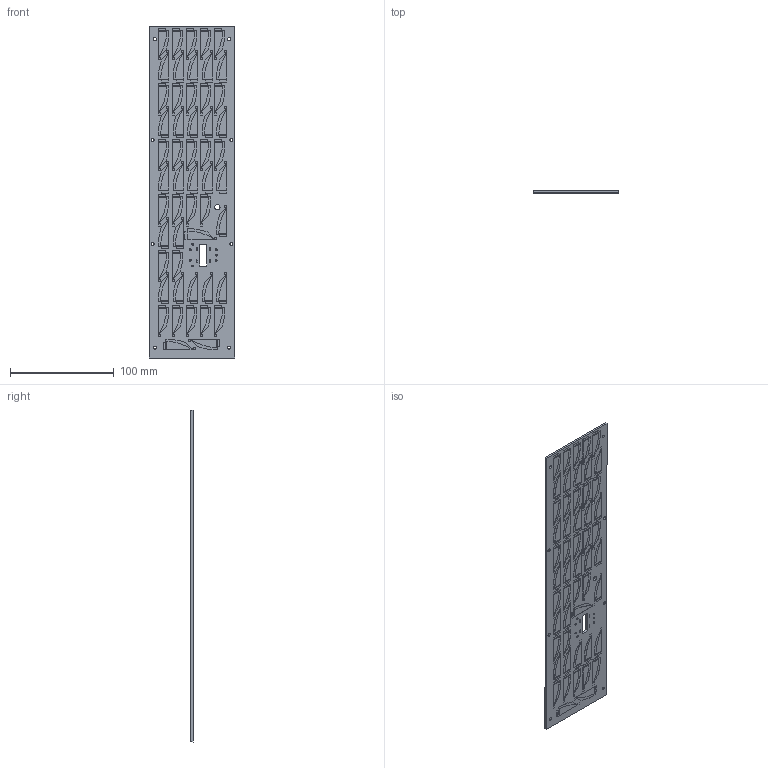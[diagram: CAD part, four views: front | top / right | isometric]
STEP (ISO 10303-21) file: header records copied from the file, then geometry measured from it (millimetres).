
FILE_DESCRIPTION(/* description */ (''),/* implementation_level */ '2;1');
FILE_NAME(/* name */ 'SolarPanel1WCellV2.stp',/* time_stamp */ '2017-08-06T16:12:08-04:00',/* author */ (''),/* organization */ (''),/* preprocessor_version */ 'ST-DEVELOPER v16',/* originating_system */ 'SIEMENS PLM Software NX 10.0',/* authorisation */ '');
FILE_SCHEMA (('AUTOMOTIVE_DESIGN { 1 0 10303 214 3 1 1 1 }'));
Length unit declared in the file: millimetre
Products named in the file (8): RRectangleConnection; LRectangleConnection; Overhead; SolarCellRegion; terminalpoint; SolarPanel1; Onecell; SolarPanel1WCellV2
Assembly tree (58 placements, depth 3):
  SolarPanel1WCellV2
    SolarPanel1
    Onecell  x52
      terminalpoint
      SolarCellRegion
      Overhead
      LRectangleConnection
      RRectangleConnection
Bounding box: 82 x 2.69 x 320 mm (x, y, z)
Volume: 66839 mm3; surface area: 78699.4 mm2
Topology: 261 solids, 261 shells, 1646 faces, 3396 edges, 2272 vertices
Faces by surface type: plane 1466, cylinder 180
Full cylindrical faces by diameter (mm): 1 x8, 1.8 x7, 3 x8, 5 x1
Entity records: 2505 total; most frequent: DIRECTION 437, CARTESIAN_POINT 365, ORIENTED_EDGE 270, AXIS2_PLACEMENT_3D 178, EDGE_LOOP 139, EDGE_CURVE 135, VERTEX_POINT 106, FACE_BOUND 100
